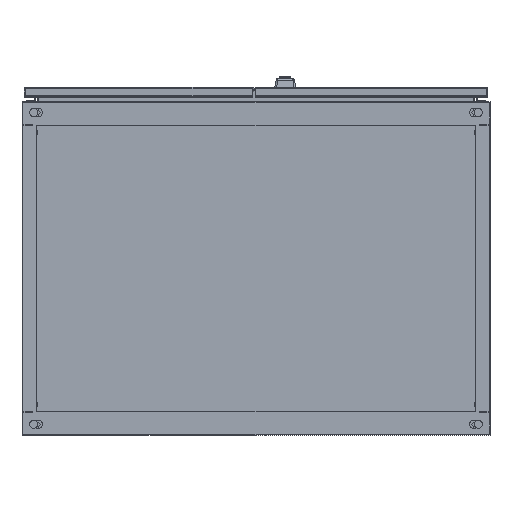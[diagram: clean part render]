
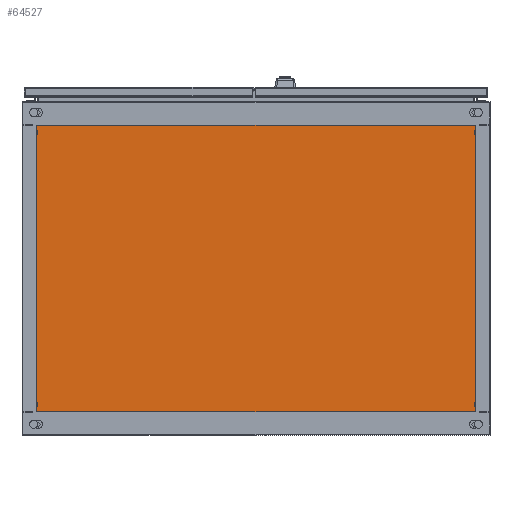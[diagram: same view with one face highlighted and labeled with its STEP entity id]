
A CAD part, front view. The second image highlights one B-rep face of the part: STEP entity #64527.
In plain terms, the highlighted planar face has unit normal (0, -1, 0).
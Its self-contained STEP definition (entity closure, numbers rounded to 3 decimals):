
#12859 = EDGE_CURVE ( 'NONE', #101369, #53399, #158797, .T. ) ;
#21283 = EDGE_CURVE ( 'NONE', #33523, #101369, #31307, .T. ) ;
#22575 = DIRECTION ( 'NONE',  ( 0., 0., 1. ) ) ;
#26944 = ORIENTED_EDGE ( 'NONE', *, *, #84553, .F. ) ;
#27384 = CARTESIAN_POINT ( 'NONE',  ( -375., 1999., 245. ) ) ;
#28987 = VECTOR ( 'NONE', #61791, 1000. ) ;
#30883 = PLANE ( 'NONE',  #84138 ) ;
#31307 = LINE ( 'NONE', #79119, #122288 ) ;
#32560 = DIRECTION ( 'NONE',  ( 0., 1., 0. ) ) ;
#33523 = VERTEX_POINT ( 'NONE', #79928 ) ;
#53399 = VERTEX_POINT ( 'NONE', #27384 ) ;
#60123 = ORIENTED_EDGE ( 'NONE', *, *, #21283, .F. ) ;
#61791 = DIRECTION ( 'NONE',  ( 0., 0., -1. ) ) ;
#63476 = LINE ( 'NONE', #72525, #28987 ) ;
#64527 = ADVANCED_FACE ( 'NONE', ( #134106 ), #30883, .F. ) ;
#64533 = DIRECTION ( 'NONE',  ( 1., 0., 0. ) ) ;
#65570 = EDGE_LOOP ( 'NONE', ( #154949, #60123, #138065, #26944 ) ) ;
#71618 = CARTESIAN_POINT ( 'NONE',  ( 0., 1999., 0. ) ) ;
#72525 = CARTESIAN_POINT ( 'NONE',  ( 375., 1999., -245. ) ) ;
#79119 = CARTESIAN_POINT ( 'NONE',  ( -375., 1999., -245. ) ) ;
#79928 = CARTESIAN_POINT ( 'NONE',  ( 375., 1999., -245. ) ) ;
#84138 = AXIS2_PLACEMENT_3D ( 'NONE', #71618, #32560, #148860 ) ;
#84553 = EDGE_CURVE ( 'NONE', #53399, #163842, #94860, .T. ) ;
#94860 = LINE ( 'NONE', #167139, #145359 ) ;
#97570 = EDGE_CURVE ( 'NONE', #163842, #33523, #63476, .T. ) ;
#101369 = VERTEX_POINT ( 'NONE', #112187 ) ;
#112187 = CARTESIAN_POINT ( 'NONE',  ( -375., 1999., -245. ) ) ;
#122288 = VECTOR ( 'NONE', #129916, 1000. ) ;
#124965 = CARTESIAN_POINT ( 'NONE',  ( 375., 1999., 245. ) ) ;
#129916 = DIRECTION ( 'NONE',  ( -1., 0., 0. ) ) ;
#134106 = FACE_OUTER_BOUND ( 'NONE', #65570, .T. ) ;
#138065 = ORIENTED_EDGE ( 'NONE', *, *, #97570, .F. ) ;
#145359 = VECTOR ( 'NONE', #64533, 1000. ) ;
#148860 = DIRECTION ( 'NONE',  ( 0., 0., 1. ) ) ;
#151294 = CARTESIAN_POINT ( 'NONE',  ( -375., 1999., -245. ) ) ;
#154949 = ORIENTED_EDGE ( 'NONE', *, *, #12859, .F. ) ;
#158797 = LINE ( 'NONE', #151294, #164982 ) ;
#163842 = VERTEX_POINT ( 'NONE', #124965 ) ;
#164982 = VECTOR ( 'NONE', #22575, 1000. ) ;
#167139 = CARTESIAN_POINT ( 'NONE',  ( -375., 1999., 245. ) ) ;
